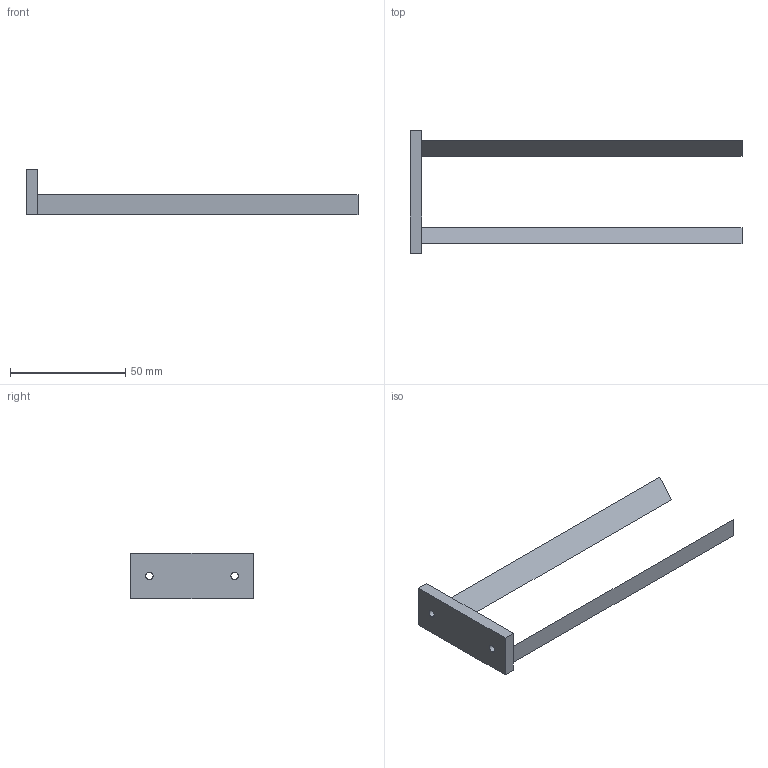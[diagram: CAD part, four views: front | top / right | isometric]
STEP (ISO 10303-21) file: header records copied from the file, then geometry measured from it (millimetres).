
FILE_DESCRIPTION (( 'STEP AP203' ), '1' );
FILE_NAME ('Suport Sensor.iges_Predeterminado_sldprt.STEP', '2025-03-05T21:44:29', ( '' ), ( '' ), 'SwSTEP 2.0', 'SolidWorks 2025', '' );
FILE_SCHEMA (( 'CONFIG_CONTROL_DESIGN' ));
Length unit declared in the file: millimetre
Products named in the file (1): Suport Sensor.iges_Predeterminado_sldprt
Bounding box: 144 x 53 x 19.54 mm (x, y, z)
Volume: 13389.6 mm3; surface area: 10246 mm2
Topology: 1 solids, 1 shells, 18 faces, 44 edges, 28 vertices
Faces by surface type: plane 14, cylinder 4
Entity records: 757 total; most frequent: CARTESIAN_POINT 335, ORIENTED_EDGE 88, EDGE_CURVE 44, B_SPLINE_CURVE_WITH_KNOTS 44, DIRECTION 38, VERTEX_POINT 28, EDGE_LOOP 22, AXIS2_PLACEMENT_3D 19
